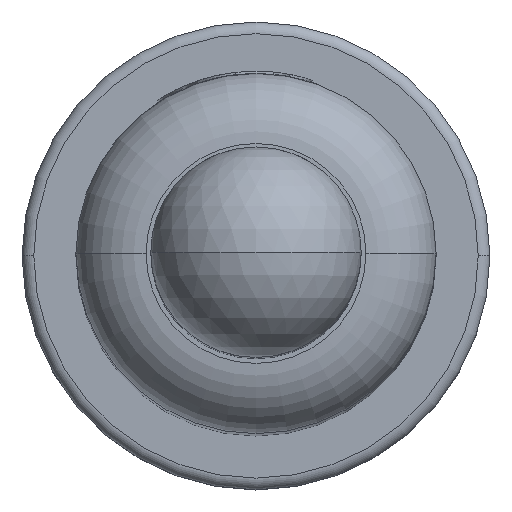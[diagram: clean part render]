
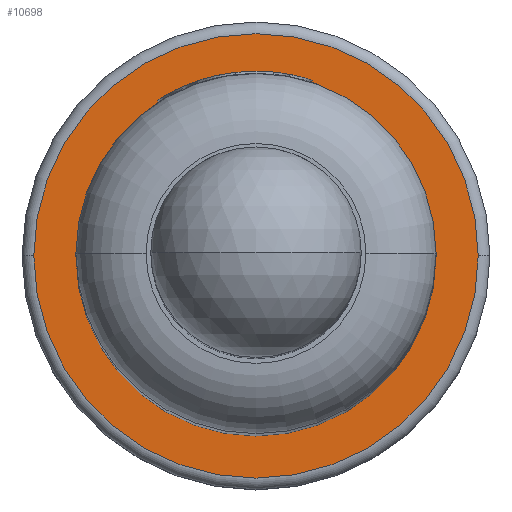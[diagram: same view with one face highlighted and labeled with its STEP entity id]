
A CAD part, top view. The second image highlights one B-rep face of the part: STEP entity #10698.
In plain terms, the highlighted planar face has unit normal (0, 0, 1).
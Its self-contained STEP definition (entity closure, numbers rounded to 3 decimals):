
#229 = DIRECTION ( 'NONE',  ( 1., 0., 0. ) ) ;
#580 = ORIENTED_EDGE ( 'NONE', *, *, #11274, .T. ) ;
#767 = CARTESIAN_POINT ( 'NONE',  ( 0., 0., 0.5 ) ) ;
#833 = DIRECTION ( 'NONE',  ( 1., 0., 0. ) ) ;
#899 = DIRECTION ( 'NONE',  ( 0., 0., 1. ) ) ;
#1016 = VERTEX_POINT ( 'NONE', #8292 ) ;
#1231 = EDGE_CURVE ( 'NONE', #1016, #3370, #10318, .T. ) ;
#1320 = EDGE_LOOP ( 'NONE', ( #3482, #1453 ) ) ;
#1453 = ORIENTED_EDGE ( 'NONE', *, *, #3820, .F. ) ;
#1466 = DIRECTION ( 'NONE',  ( 0., 0., 1. ) ) ;
#1537 = CARTESIAN_POINT ( 'NONE',  ( 0., 0., 0.5 ) ) ;
#1824 = FACE_OUTER_BOUND ( 'NONE', #6203, .T. ) ;
#1986 = DIRECTION ( 'NONE',  ( 0., 0., 1. ) ) ;
#2724 = DIRECTION ( 'NONE',  ( 1., 0., 0. ) ) ;
#2830 = DIRECTION ( 'NONE',  ( 1., 0., 0. ) ) ;
#2846 = CARTESIAN_POINT ( 'NONE',  ( 0., 0., 0.5 ) ) ;
#3370 = VERTEX_POINT ( 'NONE', #13077 ) ;
#3482 = ORIENTED_EDGE ( 'NONE', *, *, #1231, .F. ) ;
#3509 = CIRCLE ( 'NONE', #6946, 0.95 ) ;
#3616 = CARTESIAN_POINT ( 'NONE',  ( -0.95, 0., 0.5 ) ) ;
#3820 = EDGE_CURVE ( 'NONE', #3370, #1016, #10021, .T. ) ;
#3824 = PLANE ( 'NONE',  #9989 ) ;
#4098 = CARTESIAN_POINT ( 'NONE',  ( 0., 0., 0.5 ) ) ;
#4253 = ORIENTED_EDGE ( 'NONE', *, *, #9334, .T. ) ;
#4512 = VERTEX_POINT ( 'NONE', #3616 ) ;
#4513 = AXIS2_PLACEMENT_3D ( 'NONE', #2846, #6940, #11077 ) ;
#5914 = FACE_BOUND ( 'NONE', #1320, .T. ) ;
#6203 = EDGE_LOOP ( 'NONE', ( #4253, #580 ) ) ;
#6940 = DIRECTION ( 'NONE',  ( 0., 0., 1. ) ) ;
#6946 = AXIS2_PLACEMENT_3D ( 'NONE', #8080, #1986, #2724 ) ;
#7479 = CARTESIAN_POINT ( 'NONE',  ( 0.95, 0., 0.5 ) ) ;
#8080 = CARTESIAN_POINT ( 'NONE',  ( 0., 0., 0.5 ) ) ;
#8292 = CARTESIAN_POINT ( 'NONE',  ( -0.77, 0., 0.5 ) ) ;
#9334 = EDGE_CURVE ( 'NONE', #9548, #4512, #3509, .T. ) ;
#9548 = VERTEX_POINT ( 'NONE', #7479 ) ;
#9989 = AXIS2_PLACEMENT_3D ( 'NONE', #767, #10986, #833 ) ;
#10021 = CIRCLE ( 'NONE', #12204, 0.77 ) ;
#10318 = CIRCLE ( 'NONE', #4513, 0.77 ) ;
#10698 = ADVANCED_FACE ( 'NONE', ( #1824, #5914 ), #3824, .T. ) ;
#10986 = DIRECTION ( 'NONE',  ( 0., 0., 1. ) ) ;
#11077 = DIRECTION ( 'NONE',  ( 1., 0., 0. ) ) ;
#11095 = CIRCLE ( 'NONE', #11753, 0.95 ) ;
#11274 = EDGE_CURVE ( 'NONE', #4512, #9548, #11095, .T. ) ;
#11753 = AXIS2_PLACEMENT_3D ( 'NONE', #1537, #1466, #229 ) ;
#12204 = AXIS2_PLACEMENT_3D ( 'NONE', #4098, #899, #2830 ) ;
#13077 = CARTESIAN_POINT ( 'NONE',  ( 0.77, 0., 0.5 ) ) ;
